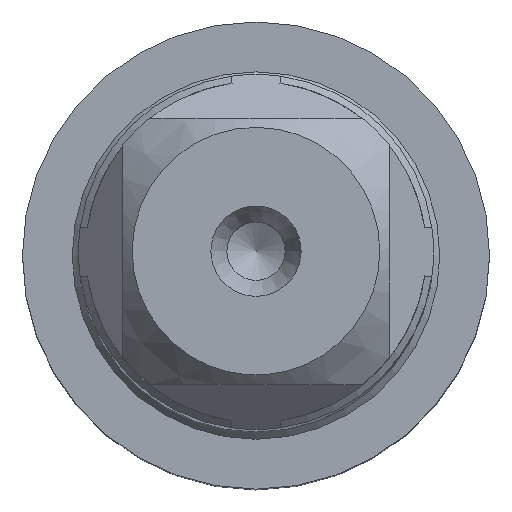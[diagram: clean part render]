
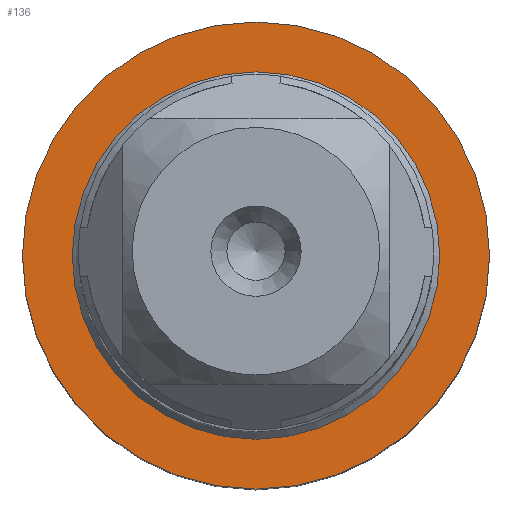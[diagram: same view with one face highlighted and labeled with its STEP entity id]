
A CAD part, top view. The second image highlights one B-rep face of the part: STEP entity #136.
In plain terms, the highlighted planar face has unit normal (0, 0, 1).
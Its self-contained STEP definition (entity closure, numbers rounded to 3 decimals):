
#54=PLANE('',#615);
#75=FACE_OUTER_BOUND('',#228,.T.);
#136=ADVANCED_FACE('',(#75),#54,.F.);
#228=EDGE_LOOP('',(#352));
#352=ORIENTED_EDGE('',*,*,#468,.F.);
#405=VERTEX_POINT('',#989);
#468=EDGE_CURVE('',#405,#405,#494,.T.);
#494=CIRCLE('',#614,8.019);
#614=AXIS2_PLACEMENT_3D('',#988,#763,#764);
#615=AXIS2_PLACEMENT_3D('',#990,#765,#766);
#763=DIRECTION('',(0.,0.,-1.));
#764=DIRECTION('',(-1.,0.,0.));
#765=DIRECTION('',(0.,0.,-1.));
#766=DIRECTION('',(-1.,0.,0.));
#988=CARTESIAN_POINT('',(0.,0.,-86.9));
#989=CARTESIAN_POINT('',(-8.019,0.,-86.9));
#990=CARTESIAN_POINT('',(8.519,0.,-86.9));
